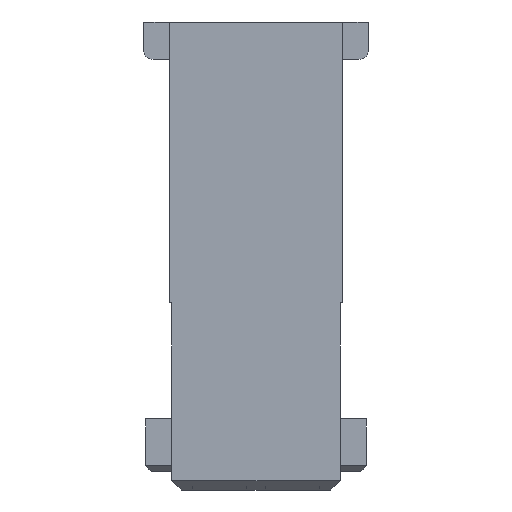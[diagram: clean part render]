
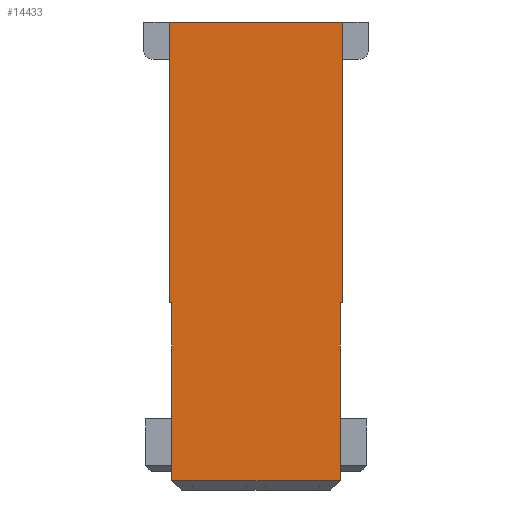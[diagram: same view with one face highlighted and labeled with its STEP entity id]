
A CAD part, left-side view. The second image highlights one B-rep face of the part: STEP entity #14433.
In plain terms, the highlighted planar face has unit normal (-1, 0, 0).
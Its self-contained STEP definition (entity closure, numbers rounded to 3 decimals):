
#3492=ORIENTED_EDGE('',*,*,#6149,.T.);
#3493=ORIENTED_EDGE('',*,*,#5750,.T.);
#3494=ORIENTED_EDGE('',*,*,#6150,.T.);
#3495=ORIENTED_EDGE('',*,*,#6139,.T.);
#3496=ORIENTED_EDGE('',*,*,#4323,.T.);
#3497=ORIENTED_EDGE('',*,*,#6151,.T.);
#3498=ORIENTED_EDGE('',*,*,#4550,.T.);
#3499=ORIENTED_EDGE('',*,*,#6148,.T.);
#4323=EDGE_CURVE('',#6372,#6371,#7718,.T.);
#4550=EDGE_CURVE('',#6504,#6503,#7907,.T.);
#5750=EDGE_CURVE('',#7352,#7355,#9073,.T.);
#6139=EDGE_CURVE('',#7570,#6372,#9462,.T.);
#6148=EDGE_CURVE('',#6503,#7572,#9471,.T.);
#6149=EDGE_CURVE('',#7572,#7352,#9472,.T.);
#6150=EDGE_CURVE('',#7355,#7570,#9473,.T.);
#6151=EDGE_CURVE('',#6371,#6504,#9474,.T.);
#6371=VERTEX_POINT('',#19067);
#6372=VERTEX_POINT('',#19069);
#6503=VERTEX_POINT('',#19522);
#6504=VERTEX_POINT('',#19524);
#7352=VERTEX_POINT('',#21979);
#7355=VERTEX_POINT('',#21986);
#7570=VERTEX_POINT('',#22717);
#7572=VERTEX_POINT('',#22730);
#7718=LINE('',#19068,#9695);
#7907=LINE('',#19523,#9884);
#9073=LINE('',#21987,#11050);
#9462=LINE('',#22716,#11439);
#9471=LINE('',#22731,#11448);
#9472=LINE('',#22733,#11449);
#9473=LINE('',#22734,#11450);
#9474=LINE('',#22735,#11451);
#9695=VECTOR('',#15423,1000.);
#9884=VECTOR('',#15880,1000.);
#11050=VECTOR('',#17938,1000.);
#11439=VECTOR('',#18579,1000.);
#11448=VECTOR('',#18594,1000.);
#11449=VECTOR('',#18597,1000.);
#11450=VECTOR('',#18598,1000.);
#11451=VECTOR('',#18599,1000.);
#12254=EDGE_LOOP('',(#3492,#3493,#3494,#3495,#3496,#3497,#3498,#3499));
#13009=FACE_BOUND('',#12254,.T.);
#13711=PLANE('',#15245);
#14433=ADVANCED_FACE('',(#13009),#13711,.T.);
#15245=AXIS2_PLACEMENT_3D('',#22732,#18595,#18596);
#15423=DIRECTION('',(0.,0.,1.));
#15880=DIRECTION('',(0.,0.,-1.));
#17938=DIRECTION('',(0.,-1.,0.));
#18579=DIRECTION('',(0.,-1.,0.));
#18594=DIRECTION('',(0.,-1.,0.));
#18595=DIRECTION('',(-1.,0.,0.));
#18596=DIRECTION('',(0.,0.,1.));
#18597=DIRECTION('',(0.,0.,-1.));
#18598=DIRECTION('',(0.,0.,1.));
#18599=DIRECTION('',(0.,1.,0.));
#19067=CARTESIAN_POINT('',(-25.,-4.625,12.5));
#19068=CARTESIAN_POINT('',(-25.,-4.625,12.5));
#19069=CARTESIAN_POINT('',(-25.,-4.625,-2.5));
#19522=CARTESIAN_POINT('',(-25.,4.625,-2.5));
#19523=CARTESIAN_POINT('',(-25.,4.625,12.5));
#19524=CARTESIAN_POINT('',(-25.,4.625,12.5));
#21979=CARTESIAN_POINT('',(-25.,4.5,-12.));
#21986=CARTESIAN_POINT('',(-25.,-4.5,-12.));
#21987=CARTESIAN_POINT('',(-25.,-4.5,-12.));
#22716=CARTESIAN_POINT('',(-25.,-4.625,-2.5));
#22717=CARTESIAN_POINT('',(-25.,-4.5,-2.5));
#22730=CARTESIAN_POINT('',(-25.,4.5,-2.5));
#22731=CARTESIAN_POINT('',(-25.,4.625,-2.5));
#22732=CARTESIAN_POINT('',(-25.,0.,0.));
#22733=CARTESIAN_POINT('',(-25.,4.5,-2.5));
#22734=CARTESIAN_POINT('',(-25.,-4.5,-2.5));
#22735=CARTESIAN_POINT('',(-25.,4.625,12.5));
